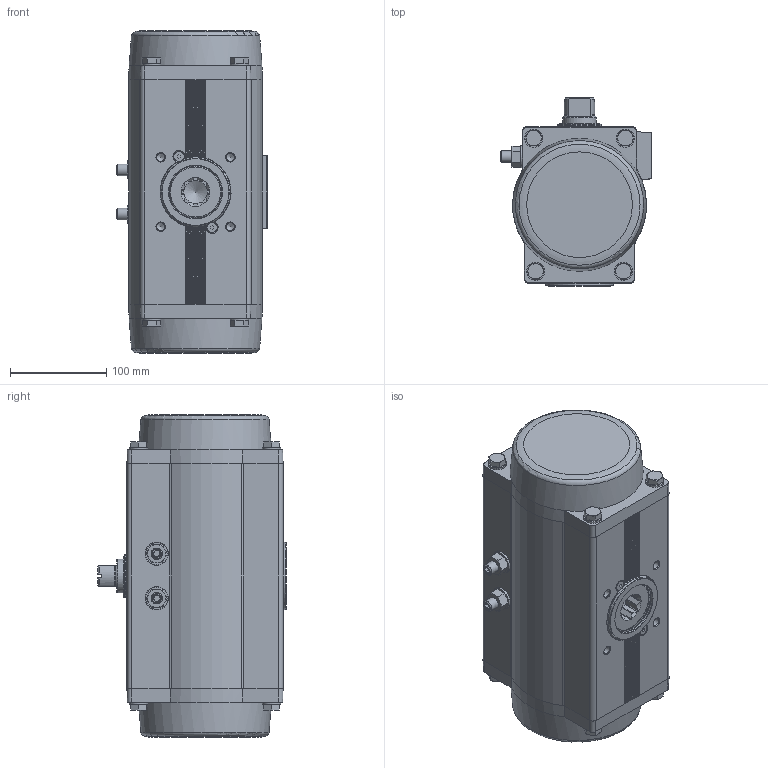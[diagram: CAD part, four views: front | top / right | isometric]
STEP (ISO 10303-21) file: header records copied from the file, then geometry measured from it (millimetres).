
FILE_DESCRIPTION(/* description */ ('STEP AP214'),/* implementation_level */ '2;1');
FILE_NAME(/* name */ '8102858_DFPD-300-RP-90-RS45-F10-R3-C-VDE2',/* time_stamp */ '2024-08-15T17:56:44+02:00',/* author */ ('License CC BY-ND 4.0'),/* organization */ ('CADENAS'),/* preprocessor_version */ 'ST-DEVELOPER v19.3',/* originating_system */ 'PARTsolutions',/* authorisation */ ' ');
FILE_SCHEMA (('AUTOMOTIVE_DESIGN {1 0 10303 214 3 1 1}'));
Length unit declared in the file: millimetre
Products named in the file (8): 8102858 DFPD-300-RP-90-RS45-F10-R3-C-VDE2---(0); 8042191 DFPD-300-90-RS-F10-C-VDE2---(housing); 8042191 DFPD-300(F07_0)---(shaft); 4134333 SCHEIBE 12.3X23X2.5-1.4301; DIN 934 - M12(F); 8088531 DFPD-240/300-C--(adj); 8101069 DFPD-CTR-F10--(ctr); 8120158 DFPD-...-C-VDE2---(PS)
Assembly tree (11 placements, depth 2):
  8102858 DFPD-300-RP-90-RS45-F10-R3-C-VDE2---(0)
    8042191 DFPD-300-90-RS-F10-C-VDE2---(housing)
    8042191 DFPD-300(F07_0)---(shaft)
    4134333 SCHEIBE 12.3X23X2.5-1.4301  x2
    DIN 934 - M12(F)  x2
    8088531 DFPD-240/300-C--(adj)  x2
    8101069 DFPD-CTR-F10--(ctr)
    8120158 DFPD-...-C-VDE2---(PS)  x2
Bounding box: 156.33 x 195 x 334.4 mm (x, y, z)
Volume: 6350175.8 mm3; surface area: 311674.7 mm2
Topology: 11 solids, 11 shells, 749 faces, 1753 edges, 1095 vertices
Faces by surface type: plane 343, cylinder 178, cone 177, torus 49, sphere 2
Full cylindrical faces by diameter (mm): 2 x2, 4.134 x10, 4.2 x1, 4.5 x2, 4.917 x1, 5.5 x2, 5.917 x2, 6.647 x1, 7 x2, 8 x2, 8.376 x4, 8.5 x2, 10 x2, 10.106 x4, 10.57 x2, 11.445 x2, 11.5 x2, 12 x4, 12.3 x2, 12.4 x1, 18.4 x2, 19 x8, 23 x2, 24 x2, 30.8 x1, 35 x3, 39.9 x1, 42.1 x2, 45 x2, 48 x1
Entity records: 18986 total; most frequent: CARTESIAN_POINT 3916, DIRECTION 3043, ORIENTED_EDGE 2742, EDGE_CURVE 1371, AXIS2_PLACEMENT_3D 1237, VERTEX_POINT 970, FACE_BOUND 963, EDGE_LOOP 945
